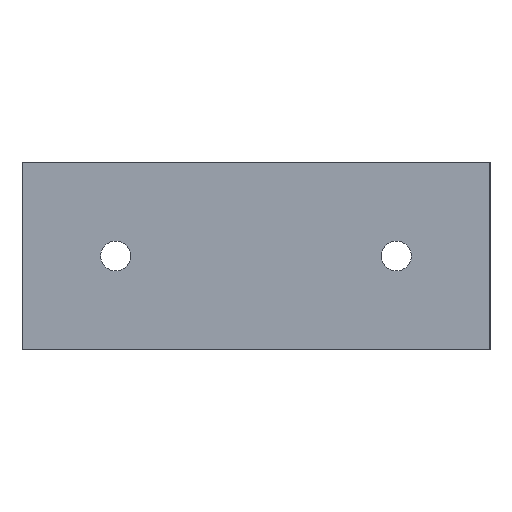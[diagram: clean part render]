
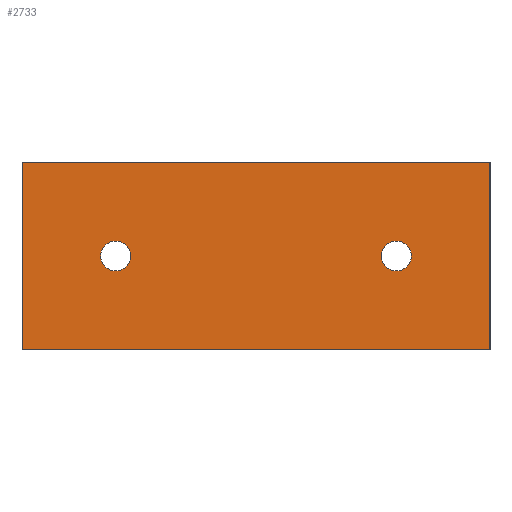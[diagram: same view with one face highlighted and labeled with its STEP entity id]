
A CAD part, left-side view. The second image highlights one B-rep face of the part: STEP entity #2733.
In plain terms, the highlighted planar face has unit normal (-1, 0, 0).
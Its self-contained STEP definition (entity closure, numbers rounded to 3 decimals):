
#66=FACE_BOUND('',#407,.T.);
#67=FACE_BOUND('',#408,.T.);
#133=PLANE('',#3002);
#262=FACE_OUTER_BOUND('',#406,.T.);
#406=EDGE_LOOP('',(#2412,#2413,#2414,#2415));
#407=EDGE_LOOP('',(#2416));
#408=EDGE_LOOP('',(#2417));
#480=LINE('',#3991,#726);
#509=LINE('',#4048,#755);
#664=LINE('',#4820,#910);
#665=LINE('',#4822,#911);
#726=VECTOR('',#3196,10.);
#755=VECTOR('',#3231,10.);
#910=VECTOR('',#3756,10.);
#911=VECTOR('',#3759,10.);
#962=CIRCLE('',#2810,1.6);
#963=CIRCLE('',#2812,1.6);
#1136=VERTEX_POINT('',#3979);
#1137=VERTEX_POINT('',#3983);
#1138=VERTEX_POINT('',#3987);
#1140=VERTEX_POINT('',#3990);
#1165=VERTEX_POINT('',#4047);
#1309=VERTEX_POINT('',#4818);
#1417=EDGE_CURVE('',#1136,#1136,#962,.T.);
#1419=EDGE_CURVE('',#1137,#1137,#963,.T.);
#1422=EDGE_CURVE('',#1140,#1138,#480,.T.);
#1451=EDGE_CURVE('',#1165,#1140,#509,.T.);
#1716=EDGE_CURVE('',#1309,#1138,#664,.T.);
#1717=EDGE_CURVE('',#1309,#1165,#665,.T.);
#2412=ORIENTED_EDGE('',*,*,#1422,.T.);
#2413=ORIENTED_EDGE('',*,*,#1716,.F.);
#2414=ORIENTED_EDGE('',*,*,#1717,.T.);
#2415=ORIENTED_EDGE('',*,*,#1451,.T.);
#2416=ORIENTED_EDGE('',*,*,#1417,.T.);
#2417=ORIENTED_EDGE('',*,*,#1419,.T.);
#2733=ADVANCED_FACE('',(#262,#66,#67),#133,.T.);
#2810=AXIS2_PLACEMENT_3D('',#3980,#3185,#3186);
#2812=AXIS2_PLACEMENT_3D('',#3984,#3190,#3191);
#3002=AXIS2_PLACEMENT_3D('',#4821,#3757,#3758);
#3185=DIRECTION('center_axis',(1.,0.,0.));
#3186=DIRECTION('ref_axis',(0.,-1.,0.));
#3190=DIRECTION('center_axis',(1.,0.,0.));
#3191=DIRECTION('ref_axis',(0.,-1.,0.));
#3196=DIRECTION('',(0.,1.,0.));
#3231=DIRECTION('',(0.,0.,1.));
#3756=DIRECTION('',(0.,0.,1.));
#3757=DIRECTION('center_axis',(-1.,0.,0.));
#3758=DIRECTION('ref_axis',(0.,-1.,0.));
#3759=DIRECTION('',(0.,-1.,0.));
#3979=CARTESIAN_POINT('',(0.,11.6,10.));
#3980=CARTESIAN_POINT('Origin',(0.,10.,10.));
#3983=CARTESIAN_POINT('',(0.,41.6,10.));
#3984=CARTESIAN_POINT('Origin',(0.,40.,10.));
#3987=CARTESIAN_POINT('',(0.,50.,20.));
#3990=CARTESIAN_POINT('',(0.,0.,20.));
#3991=CARTESIAN_POINT('',(0.,37.5,20.));
#4047=CARTESIAN_POINT('',(0.,0.,0.));
#4048=CARTESIAN_POINT('',(0.,0.,0.));
#4818=CARTESIAN_POINT('',(0.,50.,0.));
#4820=CARTESIAN_POINT('',(0.,50.,0.));
#4821=CARTESIAN_POINT('Origin',(0.,50.,0.));
#4822=CARTESIAN_POINT('',(0.,50.,0.));
